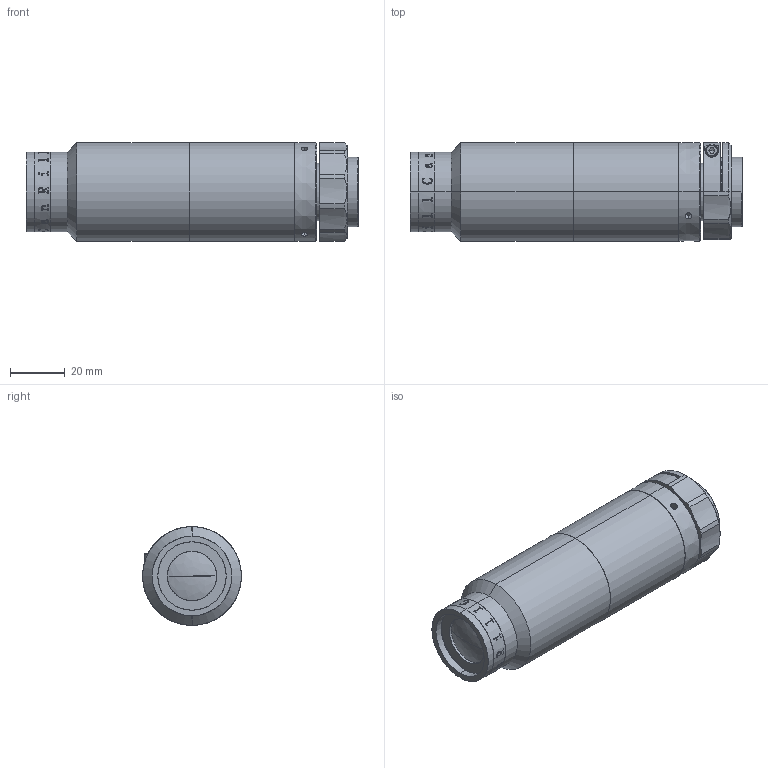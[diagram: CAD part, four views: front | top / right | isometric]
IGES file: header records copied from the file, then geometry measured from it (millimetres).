
Start section: SolidWorks IGES file using analytic representation for surfaces
Global section: file name: XF-NH05X200.IGS; native system: SolidWorks 2014; preprocessor: SolidWorks 2014; author: puyufan; date: 190920.172708; units: millimetre
Bounding box: 121 x 36 x 36 mm (x, y, z)
Surface area: 19776.3 mm2 (no closed solid volume)
Topology: 0 solids, 0 shells, 143 faces, 4346 edges, 4343 vertices
Faces by surface type: revolution 84, bspline 59
